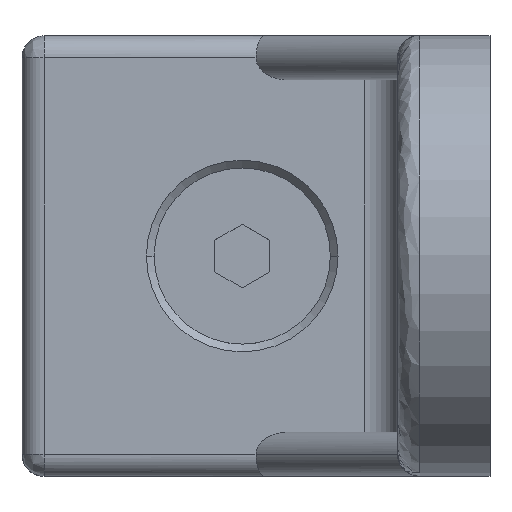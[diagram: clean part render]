
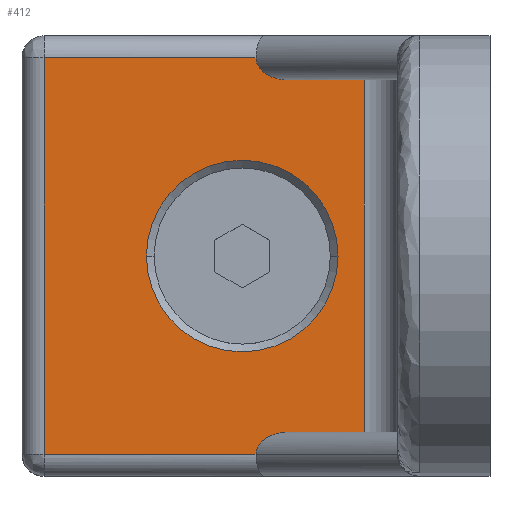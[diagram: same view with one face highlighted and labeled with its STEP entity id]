
A CAD part, top view. The second image highlights one B-rep face of the part: STEP entity #412.
In plain terms, the highlighted planar face has unit normal (0, 0, 1).
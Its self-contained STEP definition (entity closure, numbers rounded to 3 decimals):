
#5 = CARTESIAN_POINT ( 'NONE',  ( -21.25, -18., 8.4 ) ) ;
#8 = CARTESIAN_POINT ( 'NONE',  ( -13.8, 0., 8.4 ) ) ;
#14 = CARTESIAN_POINT ( 'NONE',  ( -21.25, 18., 8.4 ) ) ;
#25 = CARTESIAN_POINT ( 'NONE',  ( -31.2, 0., 8.4 ) ) ;
#31 = CARTESIAN_POINT ( 'NONE',  ( -21.25, 16.828, 8.4 ) ) ;
#33 = DIRECTION ( 'NONE',  ( 0., 1., 0. ) ) ;
#48 = CARTESIAN_POINT ( 'NONE',  ( -40.5, 18., 8.4 ) ) ;
#65 = DIRECTION ( 'NONE',  ( 0., 0., 1. ) ) ;
#68 = CARTESIAN_POINT ( 'NONE',  ( -22.5, 0., 8.4 ) ) ;
#98 = EDGE_CURVE ( 'NONE', #1224, #342, #307, .T. ) ;
#125 = EDGE_CURVE ( 'NONE', #1685, #1657, #1546, .T. ) ;
#136 = CARTESIAN_POINT ( 'NONE',  ( -11.4, 16., 8.4 ) ) ;
#143 = VERTEX_POINT ( 'NONE', #797 ) ;
#198 = EDGE_CURVE ( 'NONE', #917, #1371, #1016, .T. ) ;
#221 = ORIENTED_EDGE ( 'NONE', *, *, #997, .F. ) ;
#307 =( BOUNDED_CURVE ( )  B_SPLINE_CURVE ( 3, ( #401, #786, #1463, #5 ),
 .UNSPECIFIED., .F., .T. ) 
 B_SPLINE_CURVE_WITH_KNOTS ( ( 4, 4 ),
 ( 4.712, 6.283 ),
 .UNSPECIFIED. ) 
 CURVE ( )  GEOMETRIC_REPRESENTATION_ITEM ( )  RATIONAL_B_SPLINE_CURVE ( ( 1., 0.805, 0.805, 1. ) ) 
 REPRESENTATION_ITEM ( '' )  );
#312 = CARTESIAN_POINT ( 'NONE',  ( -21.25, 0., 8.4 ) ) ;
#342 = VERTEX_POINT ( 'NONE', #1264 ) ;
#345 = DIRECTION ( 'NONE',  ( 1., 0., 0. ) ) ;
#348 = VECTOR ( 'NONE', #1503, 1000. ) ;
#366 = DIRECTION ( 'NONE',  ( 0., 1., 0. ) ) ;
#369 = LINE ( 'NONE', #912, #727 ) ;
#383 = VECTOR ( 'NONE', #948, 1000. ) ;
#385 = ORIENTED_EDGE ( 'NONE', *, *, #1284, .T. ) ;
#401 = CARTESIAN_POINT ( 'NONE',  ( -18.422, -16., 8.4 ) ) ;
#404 = CIRCLE ( 'NONE', #964, 8.7 ) ;
#412 = ADVANCED_FACE ( 'NONE', ( #418, #1208 ), #579, .T. ) ;
#418 = FACE_BOUND ( 'NONE', #426, .T. ) ;
#421 = ORIENTED_EDGE ( 'NONE', *, *, #98, .F. ) ;
#426 = EDGE_LOOP ( 'NONE', ( #385, #744 ) ) ;
#453 = LINE ( 'NONE', #1506, #1198 ) ;
#513 = CARTESIAN_POINT ( 'NONE',  ( -21.25, 16., 8.4 ) ) ;
#579 = PLANE ( 'NONE',  #1351 ) ;
#587 = EDGE_CURVE ( 'NONE', #143, #917, #369, .T. ) ;
#595 = DIRECTION ( 'NONE',  ( 1., 0., 0. ) ) ;
#600 = VERTEX_POINT ( 'NONE', #1329 ) ;
#655 = CARTESIAN_POINT ( 'NONE',  ( -17.097, 18., 8.4 ) ) ;
#727 = VECTOR ( 'NONE', #366, 1000. ) ;
#735 = CARTESIAN_POINT ( 'NONE',  ( -18.422, -16., 8.4 ) ) ;
#740 = ORIENTED_EDGE ( 'NONE', *, *, #125, .F. ) ;
#744 = ORIENTED_EDGE ( 'NONE', *, *, #1221, .T. ) ;
#759 = DIRECTION ( 'NONE',  ( 1., 0., 0. ) ) ;
#771 = DIRECTION ( 'NONE',  ( 0., 0., -1. ) ) ;
#786 = CARTESIAN_POINT ( 'NONE',  ( -20.078, -16., 8.4 ) ) ;
#792 = VERTEX_POINT ( 'NONE', #25 ) ;
#797 = CARTESIAN_POINT ( 'NONE',  ( -11.4, -16., 8.4 ) ) ;
#820 = EDGE_CURVE ( 'NONE', #600, #1685, #453, .T. ) ;
#838 = AXIS2_PLACEMENT_3D ( 'NONE', #1308, #771, #759 ) ;
#841 = VECTOR ( 'NONE', #1356, 1000. ) ;
#868 = VERTEX_POINT ( 'NONE', #8 ) ;
#912 = CARTESIAN_POINT ( 'NONE',  ( -11.4, 0., 8.4 ) ) ;
#917 = VERTEX_POINT ( 'NONE', #136 ) ;
#926 = CARTESIAN_POINT ( 'NONE',  ( -18.422, 16., 8.4 ) ) ;
#929 = ORIENTED_EDGE ( 'NONE', *, *, #1142, .T. ) ;
#936 = EDGE_CURVE ( 'NONE', #342, #600, #1629, .T. ) ;
#948 = DIRECTION ( 'NONE',  ( 1., 0., 0. ) ) ;
#963 = CARTESIAN_POINT ( 'NONE',  ( -18.422, 16., 8.4 ) ) ;
#964 = AXIS2_PLACEMENT_3D ( 'NONE', #68, #1282, #345 ) ;
#977 = CIRCLE ( 'NONE', #838, 8.7 ) ;
#997 = EDGE_CURVE ( 'NONE', #1657, #1371, #1251, .T. ) ;
#1016 = LINE ( 'NONE', #513, #841 ) ;
#1142 = EDGE_CURVE ( 'NONE', #1224, #143, #1406, .T. ) ;
#1198 = VECTOR ( 'NONE', #33, 1000. ) ;
#1208 = FACE_OUTER_BOUND ( 'NONE', #1510, .T. ) ;
#1221 = EDGE_CURVE ( 'NONE', #792, #868, #404, .T. ) ;
#1224 = VERTEX_POINT ( 'NONE', #735 ) ;
#1251 =( BOUNDED_CURVE ( )  B_SPLINE_CURVE ( 3, ( #14, #31, #1633, #963 ),
 .UNSPECIFIED., .F., .T. ) 
 B_SPLINE_CURVE_WITH_KNOTS ( ( 4, 4 ),
 ( 3.142, 4.712 ),
 .UNSPECIFIED. ) 
 CURVE ( )  GEOMETRIC_REPRESENTATION_ITEM ( )  RATIONAL_B_SPLINE_CURVE ( ( 1., 0.805, 0.805, 1. ) ) 
 REPRESENTATION_ITEM ( '' )  );
#1264 = CARTESIAN_POINT ( 'NONE',  ( -21.25, -18., 8.4 ) ) ;
#1269 = DIRECTION ( 'NONE',  ( 1., 0., 0. ) ) ;
#1282 = DIRECTION ( 'NONE',  ( 0., 0., -1. ) ) ;
#1284 = EDGE_CURVE ( 'NONE', #868, #792, #977, .T. ) ;
#1307 = ORIENTED_EDGE ( 'NONE', *, *, #936, .F. ) ;
#1308 = CARTESIAN_POINT ( 'NONE',  ( -22.5, 0., 8.4 ) ) ;
#1329 = CARTESIAN_POINT ( 'NONE',  ( -40.5, -18., 8.4 ) ) ;
#1351 = AXIS2_PLACEMENT_3D ( 'NONE', #312, #65, #595 ) ;
#1356 = DIRECTION ( 'NONE',  ( -1., 0., 0. ) ) ;
#1367 = VECTOR ( 'NONE', #1269, 1000. ) ;
#1371 = VERTEX_POINT ( 'NONE', #926 ) ;
#1390 = CARTESIAN_POINT ( 'NONE',  ( -21.25, -16., 8.4 ) ) ;
#1406 = LINE ( 'NONE', #1390, #1367 ) ;
#1440 = ORIENTED_EDGE ( 'NONE', *, *, #198, .T. ) ;
#1463 = CARTESIAN_POINT ( 'NONE',  ( -21.25, -16.828, 8.4 ) ) ;
#1477 = ORIENTED_EDGE ( 'NONE', *, *, #587, .T. ) ;
#1503 = DIRECTION ( 'NONE',  ( -1., 0., 0. ) ) ;
#1506 = CARTESIAN_POINT ( 'NONE',  ( -40.5, -10., 8.4 ) ) ;
#1510 = EDGE_LOOP ( 'NONE', ( #740, #1517, #1307, #421, #929, #1477, #1440, #221 ) ) ;
#1517 = ORIENTED_EDGE ( 'NONE', *, *, #820, .F. ) ;
#1546 = LINE ( 'NONE', #655, #383 ) ;
#1616 = CARTESIAN_POINT ( 'NONE',  ( -17.097, -18., 8.4 ) ) ;
#1629 = LINE ( 'NONE', #1616, #348 ) ;
#1633 = CARTESIAN_POINT ( 'NONE',  ( -20.078, 16., 8.4 ) ) ;
#1657 = VERTEX_POINT ( 'NONE', #1697 ) ;
#1685 = VERTEX_POINT ( 'NONE', #48 ) ;
#1697 = CARTESIAN_POINT ( 'NONE',  ( -21.25, 18., 8.4 ) ) ;
